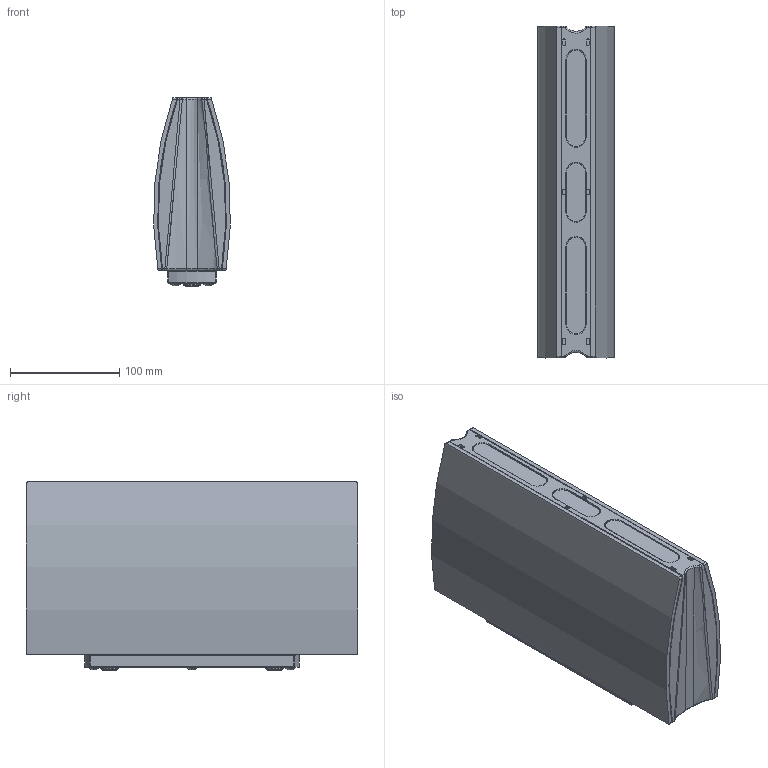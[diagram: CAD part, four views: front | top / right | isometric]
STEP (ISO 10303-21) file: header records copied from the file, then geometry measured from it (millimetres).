
FILE_DESCRIPTION((''),'2;1');
FILE_NAME('');
FILE_SCHEMA(('AUTOMOTIVE_DESIGN { 1 0 10303 214 1 1 1 1 }'));
Length unit declared in the file: millimetre
Products named in the file (1): EN10061837
Bounding box: 70.18 x 304 x 172.5 mm (x, y, z)
Volume: 3027671.3 mm3; surface area: 348312.2 mm2
Topology: 3 solids, 3 shells, 322 faces, 748 edges, 460 vertices
Faces by surface type: cylinder 94, plane 86, torus 72, bspline 58, cone 12
Entity records: 20423 total; most frequent: CARTESIAN_POINT 13898, ORIENTED_EDGE 1488, DIRECTION 980, EDGE_CURVE 744, AXIS2_PLACEMENT_3D 536, VERTEX_POINT 460, EDGE_LOOP 354, CIRCLE 330
